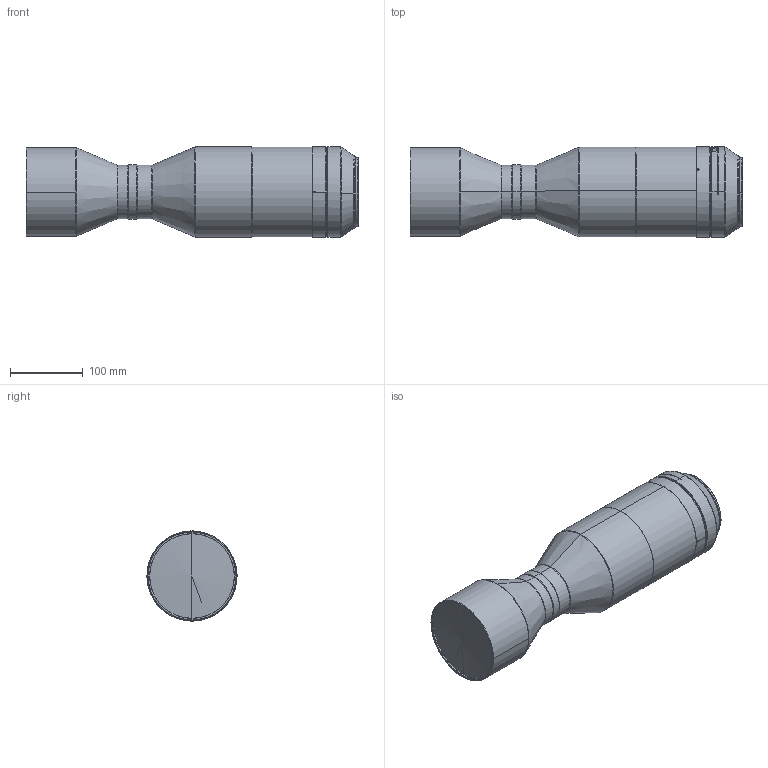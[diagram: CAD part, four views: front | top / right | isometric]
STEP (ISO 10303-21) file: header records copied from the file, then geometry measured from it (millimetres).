
FILE_DESCRIPTION (( 'STEP AP203' ), '1' );
FILE_NAME ('DTCA24K-88-M95-AL.STEP', '2022-11-03T07:45:15', ( '' ), ( '' ), 'SwSTEP 2.0', 'SolidWorks 2017', '' );
FILE_SCHEMA (( 'CONFIG_CONTROL_DESIGN' ));
Length unit declared in the file: millimetre
Products named in the file (1): DTCA24K-88-M95-AL
Bounding box: 457.19 x 124 x 124 mm (x, y, z)
Volume: 4539683.7 mm3; surface area: 190057.9 mm2
Topology: 1 solids, 1 shells, 121 faces, 274 edges, 167 vertices
Faces by surface type: cylinder 45, cone 45, plane 19, bspline 12
Entity records: 3861 total; most frequent: CARTESIAN_POINT 1078, DIRECTION 606, ORIENTED_EDGE 544, EDGE_CURVE 272, AXIS2_PLACEMENT_3D 253, VERTEX_POINT 167, CIRCLE 143, EDGE_LOOP 135
